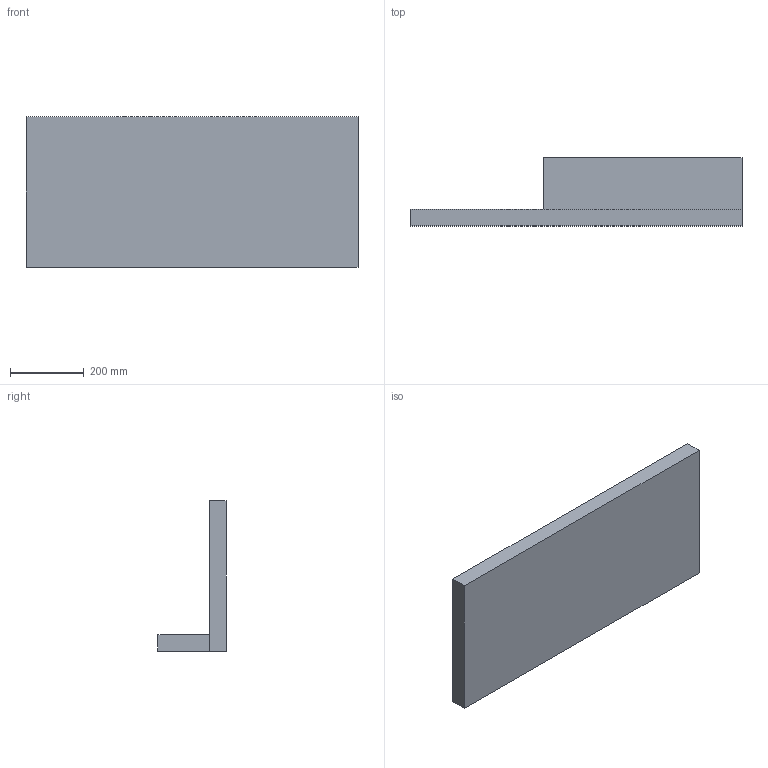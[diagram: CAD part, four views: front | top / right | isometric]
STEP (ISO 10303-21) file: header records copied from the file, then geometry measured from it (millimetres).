
FILE_DESCRIPTION(/* description */ (''),/* implementation_level */ '2;1');
FILE_NAME(/* name */ 'F.step',/* time_stamp */ '2022-12-12T14:58:49-06:00',/* author */ (''),/* organization */ (''),/* preprocessor_version */ 'ST-DEVELOPER v19.2',/* originating_system */ 'Autodesk Translation Framework v11.17.0.187',/* authorisation */ '');
FILE_SCHEMA (('AUTOMOTIVE_DESIGN { 1 0 10303 214 3 1 1 }'));
Length unit declared in the file: inch
Products named in the file (1): F
Bounding box: 898.52 x 184.15 x 406.4 mm (x, y, z)
Volume: 19563337.9 mm3; surface area: 1008667.3 mm2
Topology: 1 solids, 1 shells, 9 faces, 21 edges, 14 vertices
Faces by surface type: plane 9
Entity records: 297 total; most frequent: CARTESIAN_POINT 45, ORIENTED_EDGE 42, DIRECTION 41, LINE 21, VECTOR 21, EDGE_CURVE 21, VERTEX_POINT 14, AXIS2_PLACEMENT_3D 10
